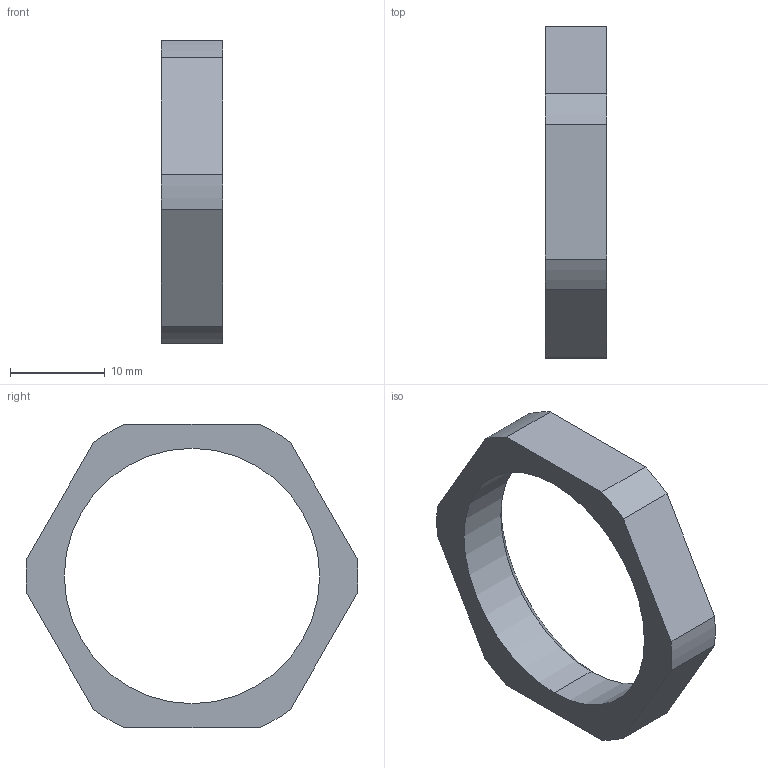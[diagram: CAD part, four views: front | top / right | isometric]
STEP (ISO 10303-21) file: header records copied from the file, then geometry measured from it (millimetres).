
FILE_DESCRIPTION (( 'STEP AP203' ), '1' );
FILE_NAME ('G4X21000.STEP', '2012-12-18T09:57:38', ( ' ' ), ( ' ' ), 'SwSTEP 2.0', 'SolidWorks 2004334', '' );
FILE_SCHEMA (( 'CONFIG_CONTROL_DESIGN' ));
Length unit declared in the file: millimetre
Products named in the file (1): G4X21000
Bounding box: 6.5 x 34.98 x 32 mm (x, y, z)
Volume: 1958.5 mm3; surface area: 1815.4 mm2
Topology: 1 solids, 1 shells, 18 faces, 46 edges, 30 vertices
Faces by surface type: cylinder 8, plane 8, cone 2
Entity records: 633 total; most frequent: DIRECTION 102, CARTESIAN_POINT 95, ORIENTED_EDGE 92, EDGE_CURVE 46, AXIS2_PLACEMENT_3D 37, VERTEX_POINT 30, VECTOR 28, LINE 28
